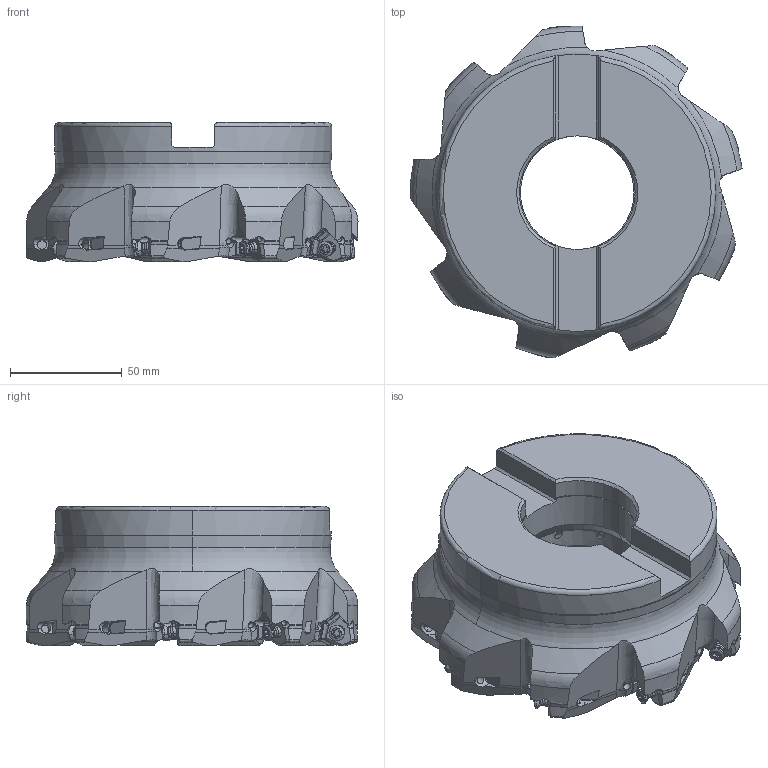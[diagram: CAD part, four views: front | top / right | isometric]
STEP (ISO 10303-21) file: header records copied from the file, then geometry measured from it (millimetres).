
FILE_DESCRIPTION(/* description */ (''),/* implementation_level */ '2;1');
FILE_NAME(/* name */ 'WJX14UR6_0009FA.stp',/* time_stamp */ '2019-02-12T18:59:59+09:00',/* author */ (''),/* organization */ (''),/* preprocessor_version */ 'ST-DEVELOPER v16',/* originating_system */ 'SIEMENS PLM Software NX 10.0',/* authorisation */ '');
FILE_SCHEMA (('AUTOMOTIVE_DESIGN { 1 0 10303 214 3 1 1 1 }'));
Products named in the file (1): WJX14UR6_0009FA_ASM
Bounding box: 148.41 x 148.17 x 62.2 mm (x, y, z)
Volume: 595080.4 mm3; surface area: 71575.9 mm2
Topology: 10 solids, 10 shells, 1266 faces, 3581 edges, 2277 vertices
Faces by surface type: cylinder 435, plane 389, bspline 117, torus 115, cone 111, sphere 99
Entity records: 59121 total; most frequent: CARTESIAN_POINT 28219, ORIENTED_EDGE 7048, DIRECTION 5727, EDGE_CURVE 3524, AXIS2_PLACEMENT_3D 2307, VERTEX_POINT 2269, B_SPLINE_CURVE_WITH_KNOTS 1297, EDGE_LOOP 1295
